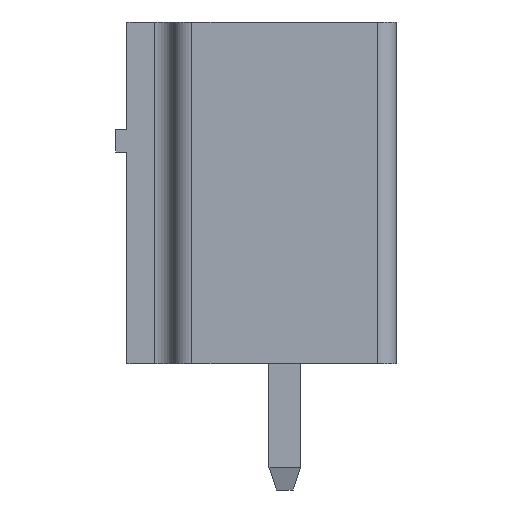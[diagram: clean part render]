
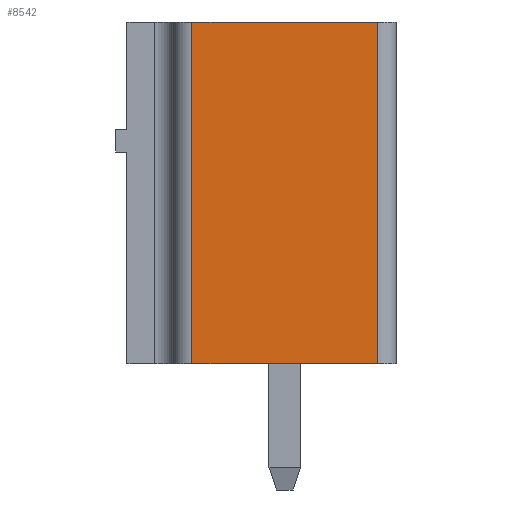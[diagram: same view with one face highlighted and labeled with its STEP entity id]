
A CAD part, left-side view. The second image highlights one B-rep face of the part: STEP entity #8542.
In plain terms, the highlighted planar face has unit normal (-1, 0, 0).
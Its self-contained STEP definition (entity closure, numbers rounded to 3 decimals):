
#44 = PLANE('',#45);
#45 = AXIS2_PLACEMENT_3D('',#46,#47,#48);
#46 = CARTESIAN_POINT('',(-6.9,-3.,0.));
#47 = DIRECTION('',(0.,0.,-1.));
#48 = DIRECTION('',(-1.,0.,0.));
#72 = CYLINDRICAL_SURFACE('',#73,0.5);
#73 = AXIS2_PLACEMENT_3D('',#74,#75,#76);
#74 = CARTESIAN_POINT('',(-6.4,-2.5,0.));
#75 = DIRECTION('',(0.,0.,1.));
#76 = DIRECTION('',(0.,-1.,0.));
#100 = PLANE('',#101);
#101 = AXIS2_PLACEMENT_3D('',#102,#103,#104);
#102 = CARTESIAN_POINT('',(-6.9,-3.,9.2));
#103 = DIRECTION('',(0.,0.,-1.));
#104 = DIRECTION('',(-1.,0.,0.));
#143 = VERTEX_POINT('',#144);
#144 = CARTESIAN_POINT('',(-6.9,-2.5,0.));
#166 = EDGE_CURVE('',#167,#143,#169,.T.);
#167 = VERTEX_POINT('',#168);
#168 = CARTESIAN_POINT('',(-6.9,2.5,0.));
#169 = SURFACE_CURVE('',#170,(#174,#181),.PCURVE_S1.);
#170 = LINE('',#171,#172);
#171 = CARTESIAN_POINT('',(-6.9,3.,0.));
#172 = VECTOR('',#173,1.);
#173 = DIRECTION('',(0.,-1.,0.));
#174 = PCURVE('',#44,#175);
#175 = DEFINITIONAL_REPRESENTATION('',(#176),#180);
#176 = LINE('',#177,#178);
#177 = CARTESIAN_POINT('',(0.,6.));
#178 = VECTOR('',#179,1.);
#179 = DIRECTION('',(0.,-1.));
#180 = ( GEOMETRIC_REPRESENTATION_CONTEXT(2)
PARAMETRIC_REPRESENTATION_CONTEXT() REPRESENTATION_CONTEXT('2D SPACE',''
) );
#181 = PCURVE('',#182,#187);
#182 = PLANE('',#183);
#183 = AXIS2_PLACEMENT_3D('',#184,#185,#186);
#184 = CARTESIAN_POINT('',(-6.9,3.,0.));
#185 = DIRECTION('',(1.,0.,0.));
#186 = DIRECTION('',(0.,-1.,0.));
#187 = DEFINITIONAL_REPRESENTATION('',(#188),#192);
#188 = LINE('',#189,#190);
#189 = CARTESIAN_POINT('',(0.,0.));
#190 = VECTOR('',#191,1.);
#191 = DIRECTION('',(1.,0.));
#192 = ( GEOMETRIC_REPRESENTATION_CONTEXT(2)
PARAMETRIC_REPRESENTATION_CONTEXT() REPRESENTATION_CONTEXT('2D SPACE',''
) );
#215 = CYLINDRICAL_SURFACE('',#216,0.5);
#216 = AXIS2_PLACEMENT_3D('',#217,#218,#219);
#217 = CARTESIAN_POINT('',(-6.4,2.5,0.));
#218 = DIRECTION('',(0.,0.,1.));
#219 = DIRECTION('',(0.,1.,0.));
#2106 = EDGE_CURVE('',#143,#2107,#2109,.T.);
#2107 = VERTEX_POINT('',#2108);
#2108 = CARTESIAN_POINT('',(-6.9,-2.5,9.2));
#2109 = SURFACE_CURVE('',#2110,(#2114,#2121),.PCURVE_S1.);
#2110 = LINE('',#2111,#2112);
#2111 = CARTESIAN_POINT('',(-6.9,-2.5,0.));
#2112 = VECTOR('',#2113,1.);
#2113 = DIRECTION('',(0.,0.,1.));
#2114 = PCURVE('',#72,#2115);
#2115 = DEFINITIONAL_REPRESENTATION('',(#2116),#2120);
#2116 = LINE('',#2117,#2118);
#2117 = CARTESIAN_POINT('',(-1.571,0.));
#2118 = VECTOR('',#2119,1.);
#2119 = DIRECTION('',(0.,1.));
#2120 = ( GEOMETRIC_REPRESENTATION_CONTEXT(2)
PARAMETRIC_REPRESENTATION_CONTEXT() REPRESENTATION_CONTEXT('2D SPACE',''
) );
#2121 = PCURVE('',#182,#2122);
#2122 = DEFINITIONAL_REPRESENTATION('',(#2123),#2127);
#2123 = LINE('',#2124,#2125);
#2124 = CARTESIAN_POINT('',(5.5,0.));
#2125 = VECTOR('',#2126,1.);
#2126 = DIRECTION('',(0.,-1.));
#2127 = ( GEOMETRIC_REPRESENTATION_CONTEXT(2)
PARAMETRIC_REPRESENTATION_CONTEXT() REPRESENTATION_CONTEXT('2D SPACE',''
) );
#2211 = EDGE_CURVE('',#2212,#2107,#2214,.T.);
#2212 = VERTEX_POINT('',#2213);
#2213 = CARTESIAN_POINT('',(-6.9,2.5,9.2));
#2214 = SURFACE_CURVE('',#2215,(#2219,#2226),.PCURVE_S1.);
#2215 = LINE('',#2216,#2217);
#2216 = CARTESIAN_POINT('',(-6.9,3.,9.2));
#2217 = VECTOR('',#2218,1.);
#2218 = DIRECTION('',(0.,-1.,0.));
#2219 = PCURVE('',#100,#2220);
#2220 = DEFINITIONAL_REPRESENTATION('',(#2221),#2225);
#2221 = LINE('',#2222,#2223);
#2222 = CARTESIAN_POINT('',(0.,6.));
#2223 = VECTOR('',#2224,1.);
#2224 = DIRECTION('',(0.,-1.));
#2225 = ( GEOMETRIC_REPRESENTATION_CONTEXT(2)
PARAMETRIC_REPRESENTATION_CONTEXT() REPRESENTATION_CONTEXT('2D SPACE',''
) );
#2226 = PCURVE('',#182,#2227);
#2227 = DEFINITIONAL_REPRESENTATION('',(#2228),#2232);
#2228 = LINE('',#2229,#2230);
#2229 = CARTESIAN_POINT('',(0.,-9.2));
#2230 = VECTOR('',#2231,1.);
#2231 = DIRECTION('',(1.,0.));
#2232 = ( GEOMETRIC_REPRESENTATION_CONTEXT(2)
PARAMETRIC_REPRESENTATION_CONTEXT() REPRESENTATION_CONTEXT('2D SPACE',''
) );
#8542 = ADVANCED_FACE('',(#8543),#182,.F.);
#8543 = FACE_BOUND('',#8544,.F.);
#8544 = EDGE_LOOP('',(#8545,#8546,#8567,#8568));
#8545 = ORIENTED_EDGE('',*,*,#166,.F.);
#8546 = ORIENTED_EDGE('',*,*,#8547,.T.);
#8547 = EDGE_CURVE('',#167,#2212,#8548,.T.);
#8548 = SURFACE_CURVE('',#8549,(#8553,#8560),.PCURVE_S1.);
#8549 = LINE('',#8550,#8551);
#8550 = CARTESIAN_POINT('',(-6.9,2.5,0.));
#8551 = VECTOR('',#8552,1.);
#8552 = DIRECTION('',(0.,0.,1.));
#8553 = PCURVE('',#182,#8554);
#8554 = DEFINITIONAL_REPRESENTATION('',(#8555),#8559);
#8555 = LINE('',#8556,#8557);
#8556 = CARTESIAN_POINT('',(0.5,0.));
#8557 = VECTOR('',#8558,1.);
#8558 = DIRECTION('',(0.,-1.));
#8559 = ( GEOMETRIC_REPRESENTATION_CONTEXT(2)
PARAMETRIC_REPRESENTATION_CONTEXT() REPRESENTATION_CONTEXT('2D SPACE',''
) );
#8560 = PCURVE('',#215,#8561);
#8561 = DEFINITIONAL_REPRESENTATION('',(#8562),#8566);
#8562 = LINE('',#8563,#8564);
#8563 = CARTESIAN_POINT('',(1.571,0.));
#8564 = VECTOR('',#8565,1.);
#8565 = DIRECTION('',(0.,1.));
#8566 = ( GEOMETRIC_REPRESENTATION_CONTEXT(2)
PARAMETRIC_REPRESENTATION_CONTEXT() REPRESENTATION_CONTEXT('2D SPACE',''
) );
#8567 = ORIENTED_EDGE('',*,*,#2211,.T.);
#8568 = ORIENTED_EDGE('',*,*,#2106,.F.);
